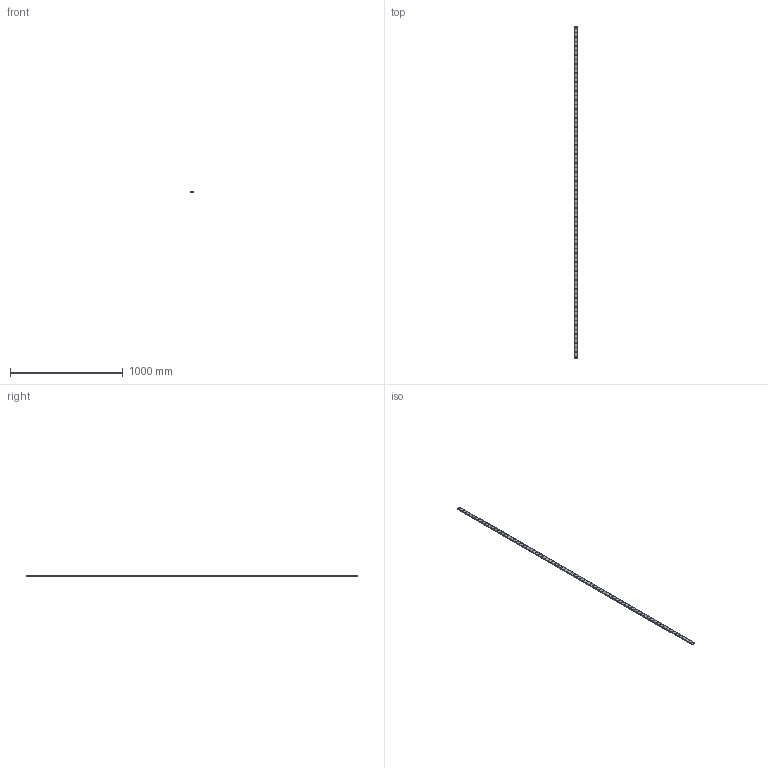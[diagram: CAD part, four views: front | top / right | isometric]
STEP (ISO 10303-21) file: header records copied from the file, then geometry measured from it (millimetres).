
FILE_DESCRIPTION(('STEP AP214'),'1');
FILE_NAME('cctmp_7ABC2910-2615-4600-A389-FB99F0A5C621_2021_03_02_12_09_32_0267..stp','2021-03-02T11:09:32',('HIWIN GmbH'),('CADClick - www.CADClick.com'),'Spatial InterOp 3D',' ','unknown authorization');
FILE_SCHEMA(('AUTOMOTIVE_DESIGN'));
Length unit declared in the file: millimetre
Products named in the file (1): WER17R2950H_FILE
Bounding box: 33 x 2950 x 9.3 mm (x, y, z)
Volume: 814689.9 mm3; surface area: 288469.2 mm2
Topology: 1 solids, 1 shells, 1435 faces, 2955 edges, 1970 vertices
Faces by surface type: cylinder 906, plane 529
Entity records: 50325 total; most frequent: DIRECTION 7639, CARTESIAN_POINT 6361, ORIENTED_EDGE 5910, AXIS2_PLACEMENT_3D 3248, EDGE_CURVE 2955, VERTEX_POINT 1970, EDGE_LOOP 1883, CIRCLE 1812
